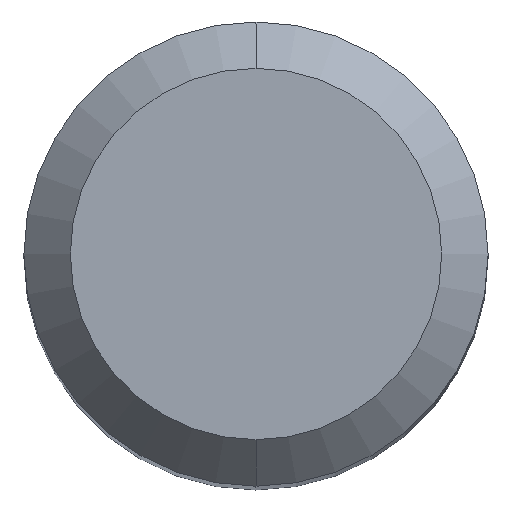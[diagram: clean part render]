
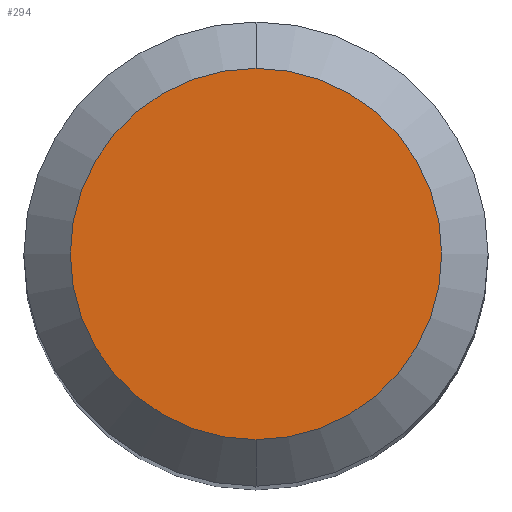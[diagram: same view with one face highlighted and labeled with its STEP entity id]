
A CAD part, top view. The second image highlights one B-rep face of the part: STEP entity #294.
In plain terms, the highlighted planar face has unit normal (0, 0, 1).
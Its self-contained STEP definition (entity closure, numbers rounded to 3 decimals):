
#49 = CARTESIAN_POINT ( 'NONE',  ( 0., 0., 72. ) ) ;
#50 = VERTEX_POINT ( 'NONE', #146 ) ;
#53 = FACE_OUTER_BOUND ( 'NONE', #244, .T. ) ;
#75 = DIRECTION ( 'NONE',  ( 0., 0., 1. ) ) ;
#80 = CIRCLE ( 'NONE', #213, 4. ) ;
#94 = EDGE_CURVE ( 'NONE', #226, #50, #345, .T. ) ;
#110 = CARTESIAN_POINT ( 'NONE',  ( 0., -4., 72. ) ) ;
#117 = ORIENTED_EDGE ( 'NONE', *, *, #94, .T. ) ;
#122 = DIRECTION ( 'NONE',  ( 0., 0., 1. ) ) ;
#137 = DIRECTION ( 'NONE',  ( 0., 0., 1. ) ) ;
#146 = CARTESIAN_POINT ( 'NONE',  ( 0., 4., 72. ) ) ;
#170 = AXIS2_PLACEMENT_3D ( 'NONE', #49, #122, #212 ) ;
#179 = CARTESIAN_POINT ( 'NONE',  ( 0., 0., 72. ) ) ;
#182 = EDGE_CURVE ( 'NONE', #50, #226, #80, .T. ) ;
#199 = ORIENTED_EDGE ( 'NONE', *, *, #182, .T. ) ;
#212 = DIRECTION ( 'NONE',  ( 0., -1., 0. ) ) ;
#213 = AXIS2_PLACEMENT_3D ( 'NONE', #179, #75, #296 ) ;
#226 = VERTEX_POINT ( 'NONE', #110 ) ;
#240 = DIRECTION ( 'NONE',  ( 0., -1., 0. ) ) ;
#244 = EDGE_LOOP ( 'NONE', ( #199, #117 ) ) ;
#274 = PLANE ( 'NONE',  #286 ) ;
#276 = CARTESIAN_POINT ( 'NONE',  ( 0., 0., 72. ) ) ;
#286 = AXIS2_PLACEMENT_3D ( 'NONE', #276, #137, #240 ) ;
#294 = ADVANCED_FACE ( 'NONE', ( #53 ), #274, .T. ) ;
#296 = DIRECTION ( 'NONE',  ( 0., -1., 0. ) ) ;
#345 = CIRCLE ( 'NONE', #170, 4. ) ;
